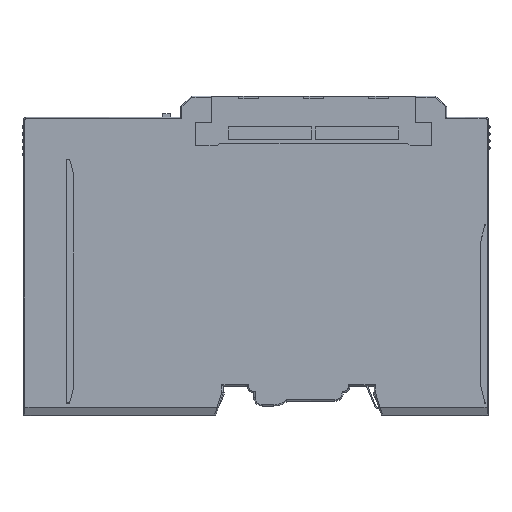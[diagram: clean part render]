
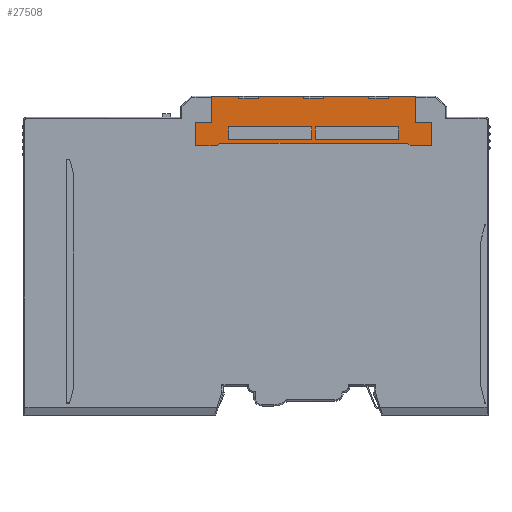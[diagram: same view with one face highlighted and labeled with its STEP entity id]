
A CAD part, top view. The second image highlights one B-rep face of the part: STEP entity #27508.
In plain terms, the highlighted planar face has unit normal (0, 0, 1).
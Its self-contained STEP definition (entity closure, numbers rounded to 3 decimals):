
#2008=DIRECTION('',(1.,0.,0.));
#2009=VECTOR('',#2008,10.64);
#2010=CARTESIAN_POINT('',(0.58,75.,5.95));
#2011=LINE('',#2010,#2009);
#2024=DIRECTION('',(1.,0.,0.));
#2025=VECTOR('',#2024,10.64);
#2026=CARTESIAN_POINT('',(15.82,75.,5.95));
#2027=LINE('',#2026,#2025);
#2036=DIRECTION('',(1.,0.,0.));
#2037=VECTOR('',#2036,6.36);
#2038=CARTESIAN_POINT('',(31.06,75.,5.95));
#2039=LINE('',#2038,#2037);
#2198=DIRECTION('',(1.,0.,0.));
#2199=VECTOR('',#2198,6.36);
#2200=CARTESIAN_POINT('',(-10.38,75.,5.95));
#2201=LINE('',#2200,#2199);
#2410=DIRECTION('',(0.,-1.,0.));
#2411=VECTOR('',#2410,3.);
#2412=CARTESIAN_POINT('',(-6.4,67.8,5.95));
#2413=LINE('',#2412,#2411);
#2414=DIRECTION('',(1.,0.,0.));
#2415=VECTOR('',#2414,19.52);
#2416=CARTESIAN_POINT('',(-6.4,64.8,5.95));
#2417=LINE('',#2416,#2415);
#2418=DIRECTION('',(0.,1.,0.));
#2419=VECTOR('',#2418,3.);
#2420=CARTESIAN_POINT('',(13.12,64.8,5.95));
#2421=LINE('',#2420,#2419);
#2422=DIRECTION('',(-1.,0.,0.));
#2423=VECTOR('',#2422,19.52);
#2424=CARTESIAN_POINT('',(13.12,67.8,5.95));
#2425=LINE('',#2424,#2423);
#2426=DIRECTION('',(0.,-1.,0.));
#2427=VECTOR('',#2426,3.);
#2428=CARTESIAN_POINT('',(13.92,67.8,5.95));
#2429=LINE('',#2428,#2427);
#2430=DIRECTION('',(1.,0.,0.));
#2431=VECTOR('',#2430,19.52);
#2432=CARTESIAN_POINT('',(13.92,64.8,5.95));
#2433=LINE('',#2432,#2431);
#2434=DIRECTION('',(0.,1.,0.));
#2435=VECTOR('',#2434,3.);
#2436=CARTESIAN_POINT('',(33.44,64.8,5.95));
#2437=LINE('',#2436,#2435);
#2438=DIRECTION('',(-1.,0.,0.));
#2439=VECTOR('',#2438,19.52);
#2440=CARTESIAN_POINT('',(33.44,67.8,5.95));
#2441=LINE('',#2440,#2439);
#2442=DIRECTION('',(0.,-1.,0.));
#2443=VECTOR('',#2442,0.134);
#2444=CARTESIAN_POINT('',(-10.38,75.,5.95));
#2445=LINE('',#2444,#2443);
#2446=DIRECTION('',(0.,-1.,0.));
#2447=VECTOR('',#2446,0.5);
#2448=CARTESIAN_POINT('',(-4.02,75.,5.95));
#2449=LINE('',#2448,#2447);
#2450=DIRECTION('',(1.,0.,0.));
#2451=VECTOR('',#2450,4.6);
#2452=CARTESIAN_POINT('',(-4.02,74.5,5.95));
#2453=LINE('',#2452,#2451);
#2454=DIRECTION('',(0.,-1.,0.));
#2455=VECTOR('',#2454,0.5);
#2456=CARTESIAN_POINT('',(0.58,75.,5.95));
#2457=LINE('',#2456,#2455);
#2458=DIRECTION('',(0.,-1.,0.));
#2459=VECTOR('',#2458,0.5);
#2460=CARTESIAN_POINT('',(11.22,75.,5.95));
#2461=LINE('',#2460,#2459);
#2462=DIRECTION('',(1.,0.,0.));
#2463=VECTOR('',#2462,4.6);
#2464=CARTESIAN_POINT('',(11.22,74.5,5.95));
#2465=LINE('',#2464,#2463);
#2466=DIRECTION('',(0.,-1.,0.));
#2467=VECTOR('',#2466,0.5);
#2468=CARTESIAN_POINT('',(15.82,75.,5.95));
#2469=LINE('',#2468,#2467);
#2470=DIRECTION('',(0.,-1.,0.));
#2471=VECTOR('',#2470,0.5);
#2472=CARTESIAN_POINT('',(26.46,75.,5.95));
#2473=LINE('',#2472,#2471);
#2474=DIRECTION('',(1.,0.,0.));
#2475=VECTOR('',#2474,4.6);
#2476=CARTESIAN_POINT('',(26.46,74.5,5.95));
#2477=LINE('',#2476,#2475);
#2478=DIRECTION('',(0.,-1.,0.));
#2479=VECTOR('',#2478,0.5);
#2480=CARTESIAN_POINT('',(31.06,75.,5.95));
#2481=LINE('',#2480,#2479);
#2482=DIRECTION('',(0.,1.,0.));
#2483=VECTOR('',#2482,0.134);
#2484=CARTESIAN_POINT('',(37.42,74.866,5.95));
#2485=LINE('',#2484,#2483);
#2486=DIRECTION('',(0.,1.,0.));
#2487=VECTOR('',#2486,5.966);
#2488=CARTESIAN_POINT('',(37.42,68.9,5.95));
#2489=LINE('',#2488,#2487);
#2490=DIRECTION('',(-1.,0.,0.));
#2491=VECTOR('',#2490,3.8);
#2492=CARTESIAN_POINT('',(41.22,68.9,5.95));
#2493=LINE('',#2492,#2491);
#2494=DIRECTION('',(0.,1.,0.));
#2495=VECTOR('',#2494,5.5);
#2496=CARTESIAN_POINT('',(41.22,63.4,5.95));
#2497=LINE('',#2496,#2495);
#2498=DIRECTION('',(1.,0.,0.));
#2499=VECTOR('',#2498,5.083);
#2500=CARTESIAN_POINT('',(36.137,63.4,5.95));
#2501=LINE('',#2500,#2499);
#2502=DIRECTION('',(0.707,-0.707,0.));
#2503=VECTOR('',#2502,0.849);
#2504=CARTESIAN_POINT('',(35.537,64.,5.95));
#2505=LINE('',#2504,#2503);
#2506=DIRECTION('',(1.,0.,0.));
#2507=VECTOR('',#2506,44.034);
#2508=CARTESIAN_POINT('',(-8.497,64.,5.95));
#2509=LINE('',#2508,#2507);
#2510=DIRECTION('',(0.707,0.707,0.));
#2511=VECTOR('',#2510,0.849);
#2512=CARTESIAN_POINT('',(-9.097,63.4,5.95));
#2513=LINE('',#2512,#2511);
#2514=DIRECTION('',(1.,0.,0.));
#2515=VECTOR('',#2514,5.083);
#2516=CARTESIAN_POINT('',(-14.18,63.4,5.95));
#2517=LINE('',#2516,#2515);
#2518=DIRECTION('',(0.,-1.,0.));
#2519=VECTOR('',#2518,5.5);
#2520=CARTESIAN_POINT('',(-14.18,68.9,5.95));
#2521=LINE('',#2520,#2519);
#2522=DIRECTION('',(-1.,0.,0.));
#2523=VECTOR('',#2522,3.8);
#2524=CARTESIAN_POINT('',(-10.38,68.9,5.95));
#2525=LINE('',#2524,#2523);
#2526=DIRECTION('',(0.,-1.,0.));
#2527=VECTOR('',#2526,5.966);
#2528=CARTESIAN_POINT('',(-10.38,74.866,5.95));
#2529=LINE('',#2528,#2527);
#22525=CARTESIAN_POINT('',(-10.38,68.9,5.95));
#22526=CARTESIAN_POINT('',(-14.18,68.9,5.95));
#22527=VERTEX_POINT('',#22525);
#22528=VERTEX_POINT('',#22526);
#22529=CARTESIAN_POINT('',(-14.18,63.4,5.95));
#22530=VERTEX_POINT('',#22529);
#22531=CARTESIAN_POINT('',(-9.097,63.4,5.95));
#22532=VERTEX_POINT('',#22531);
#22533=CARTESIAN_POINT('',(-8.497,64.,5.95));
#22534=VERTEX_POINT('',#22533);
#22535=CARTESIAN_POINT('',(35.537,64.,5.95));
#22536=VERTEX_POINT('',#22535);
#22537=CARTESIAN_POINT('',(36.137,63.4,5.95));
#22538=VERTEX_POINT('',#22537);
#22539=CARTESIAN_POINT('',(41.22,63.4,5.95));
#22540=VERTEX_POINT('',#22539);
#22541=CARTESIAN_POINT('',(41.22,68.9,5.95));
#22542=VERTEX_POINT('',#22541);
#22543=CARTESIAN_POINT('',(37.42,68.9,5.95));
#22544=VERTEX_POINT('',#22543);
#22613=CARTESIAN_POINT('',(-6.4,67.8,5.95));
#22614=CARTESIAN_POINT('',(-6.4,64.8,5.95));
#22615=VERTEX_POINT('',#22613);
#22616=VERTEX_POINT('',#22614);
#22617=CARTESIAN_POINT('',(13.12,64.8,5.95));
#22618=VERTEX_POINT('',#22617);
#22619=CARTESIAN_POINT('',(13.12,67.8,5.95));
#22620=VERTEX_POINT('',#22619);
#22621=CARTESIAN_POINT('',(13.92,67.8,5.95));
#22622=CARTESIAN_POINT('',(13.92,64.8,5.95));
#22623=VERTEX_POINT('',#22621);
#22624=VERTEX_POINT('',#22622);
#22625=CARTESIAN_POINT('',(33.44,64.8,5.95));
#22626=VERTEX_POINT('',#22625);
#22627=CARTESIAN_POINT('',(33.44,67.8,5.95));
#22628=VERTEX_POINT('',#22627);
#22641=CARTESIAN_POINT('',(0.58,75.,5.95));
#22643=VERTEX_POINT('',#22641);
#22649=CARTESIAN_POINT('',(-4.02,75.,5.95));
#22651=VERTEX_POINT('',#22649);
#22657=CARTESIAN_POINT('',(15.82,75.,5.95));
#22659=VERTEX_POINT('',#22657);
#22665=CARTESIAN_POINT('',(11.22,75.,5.95));
#22667=VERTEX_POINT('',#22665);
#22673=CARTESIAN_POINT('',(31.06,75.,5.95));
#22675=VERTEX_POINT('',#22673);
#22681=CARTESIAN_POINT('',(26.46,75.,5.95));
#22683=VERTEX_POINT('',#22681);
#22689=CARTESIAN_POINT('',(-4.02,74.5,5.95));
#22690=CARTESIAN_POINT('',(0.58,74.5,5.95));
#22691=VERTEX_POINT('',#22689);
#22692=VERTEX_POINT('',#22690);
#22693=CARTESIAN_POINT('',(11.22,74.5,5.95));
#22694=CARTESIAN_POINT('',(15.82,74.5,5.95));
#22695=VERTEX_POINT('',#22693);
#22696=VERTEX_POINT('',#22694);
#22697=CARTESIAN_POINT('',(26.46,74.5,5.95));
#22698=CARTESIAN_POINT('',(31.06,74.5,5.95));
#22699=VERTEX_POINT('',#22697);
#22700=VERTEX_POINT('',#22698);
#25252=CARTESIAN_POINT('',(37.42,74.866,5.95));
#25254=VERTEX_POINT('',#25252);
#25399=CARTESIAN_POINT('',(-10.38,74.866,5.95));
#25401=VERTEX_POINT('',#25399);
#25405=CARTESIAN_POINT('',(-10.38,75.,5.95));
#25406=VERTEX_POINT('',#25405);
#25407=CARTESIAN_POINT('',(37.42,75.,5.95));
#25408=VERTEX_POINT('',#25407);
#27439=CARTESIAN_POINT('',(0.,0.,5.95));
#27440=DIRECTION('',(0.,0.,1.));
#27441=DIRECTION('',(1.,0.,0.));
#27442=AXIS2_PLACEMENT_3D('',#27439,#27440,#27441);
#27443=PLANE('',#27442);
#27445=ORIENTED_EDGE('',*,*,#27444,.F.);
#27446=ORIENTED_EDGE('',*,*,#27064,.T.);
#27447=ORIENTED_EDGE('',*,*,#27185,.T.);
#27448=ORIENTED_EDGE('',*,*,#27131,.T.);
#27449=ORIENTED_EDGE('',*,*,#27092,.F.);
#27450=ORIENTED_EDGE('',*,*,#26956,.T.);
#27452=ORIENTED_EDGE('',*,*,#27451,.T.);
#27454=ORIENTED_EDGE('',*,*,#27453,.T.);
#27456=ORIENTED_EDGE('',*,*,#27455,.F.);
#27457=ORIENTED_EDGE('',*,*,#26972,.T.);
#27458=ORIENTED_EDGE('',*,*,#27416,.T.);
#27459=ORIENTED_EDGE('',*,*,#27304,.T.);
#27460=ORIENTED_EDGE('',*,*,#27273,.F.);
#27461=ORIENTED_EDGE('',*,*,#26986,.T.);
#27463=ORIENTED_EDGE('',*,*,#27462,.F.);
#27465=ORIENTED_EDGE('',*,*,#27464,.F.);
#27467=ORIENTED_EDGE('',*,*,#27466,.F.);
#27469=ORIENTED_EDGE('',*,*,#27468,.F.);
#27471=ORIENTED_EDGE('',*,*,#27470,.F.);
#27473=ORIENTED_EDGE('',*,*,#27472,.F.);
#27475=ORIENTED_EDGE('',*,*,#27474,.F.);
#27477=ORIENTED_EDGE('',*,*,#27476,.F.);
#27479=ORIENTED_EDGE('',*,*,#27478,.F.);
#27481=ORIENTED_EDGE('',*,*,#27480,.F.);
#27483=ORIENTED_EDGE('',*,*,#27482,.F.);
#27485=ORIENTED_EDGE('',*,*,#27484,.F.);
#27486=EDGE_LOOP('',(#27445,#27446,#27447,#27448,#27449,#27450,#27452,#27454,
#27456,#27457,#27458,#27459,#27460,#27461,#27463,#27465,#27467,#27469,#27471,
#27473,#27475,#27477,#27479,#27481,#27483,#27485));
#27487=FACE_OUTER_BOUND('',#27486,.F.);
#27489=ORIENTED_EDGE('',*,*,#27488,.T.);
#27491=ORIENTED_EDGE('',*,*,#27490,.T.);
#27493=ORIENTED_EDGE('',*,*,#27492,.T.);
#27495=ORIENTED_EDGE('',*,*,#27494,.T.);
#27496=EDGE_LOOP('',(#27489,#27491,#27493,#27495));
#27497=FACE_BOUND('',#27496,.F.);
#27499=ORIENTED_EDGE('',*,*,#27498,.T.);
#27501=ORIENTED_EDGE('',*,*,#27500,.T.);
#27503=ORIENTED_EDGE('',*,*,#27502,.T.);
#27505=ORIENTED_EDGE('',*,*,#27504,.T.);
#27506=EDGE_LOOP('',(#27499,#27501,#27503,#27505));
#27507=FACE_BOUND('',#27506,.F.);
#27508=ADVANCED_FACE('',(#27487,#27497,#27507),#27443,.T.);
#26956=EDGE_CURVE('',#22643,#22667,#2011,.T.);
#26972=EDGE_CURVE('',#22659,#22683,#2027,.T.);
#26986=EDGE_CURVE('',#22675,#25408,#2039,.T.);
#27064=EDGE_CURVE('',#25406,#22651,#2201,.T.);
#27092=EDGE_CURVE('',#22643,#22692,#2457,.T.);
#27131=EDGE_CURVE('',#22691,#22692,#2453,.T.);
#27185=EDGE_CURVE('',#22651,#22691,#2449,.T.);
#27273=EDGE_CURVE('',#22675,#22700,#2481,.T.);
#27304=EDGE_CURVE('',#22699,#22700,#2477,.T.);
#27416=EDGE_CURVE('',#22683,#22699,#2473,.T.);
#27444=EDGE_CURVE('',#25406,#25401,#2445,.T.);
#27451=EDGE_CURVE('',#22667,#22695,#2461,.T.);
#27453=EDGE_CURVE('',#22695,#22696,#2465,.T.);
#27455=EDGE_CURVE('',#22659,#22696,#2469,.T.);
#27462=EDGE_CURVE('',#25254,#25408,#2485,.T.);
#27464=EDGE_CURVE('',#22544,#25254,#2489,.T.);
#27466=EDGE_CURVE('',#22542,#22544,#2493,.T.);
#27468=EDGE_CURVE('',#22540,#22542,#2497,.T.);
#27470=EDGE_CURVE('',#22538,#22540,#2501,.T.);
#27472=EDGE_CURVE('',#22536,#22538,#2505,.T.);
#27474=EDGE_CURVE('',#22534,#22536,#2509,.T.);
#27476=EDGE_CURVE('',#22532,#22534,#2513,.T.);
#27478=EDGE_CURVE('',#22530,#22532,#2517,.T.);
#27480=EDGE_CURVE('',#22528,#22530,#2521,.T.);
#27482=EDGE_CURVE('',#22527,#22528,#2525,.T.);
#27484=EDGE_CURVE('',#25401,#22527,#2529,.T.);
#27488=EDGE_CURVE('',#22623,#22624,#2429,.T.);
#27490=EDGE_CURVE('',#22624,#22626,#2433,.T.);
#27492=EDGE_CURVE('',#22626,#22628,#2437,.T.);
#27494=EDGE_CURVE('',#22628,#22623,#2441,.T.);
#27498=EDGE_CURVE('',#22615,#22616,#2413,.T.);
#27500=EDGE_CURVE('',#22616,#22618,#2417,.T.);
#27502=EDGE_CURVE('',#22618,#22620,#2421,.T.);
#27504=EDGE_CURVE('',#22620,#22615,#2425,.T.);
